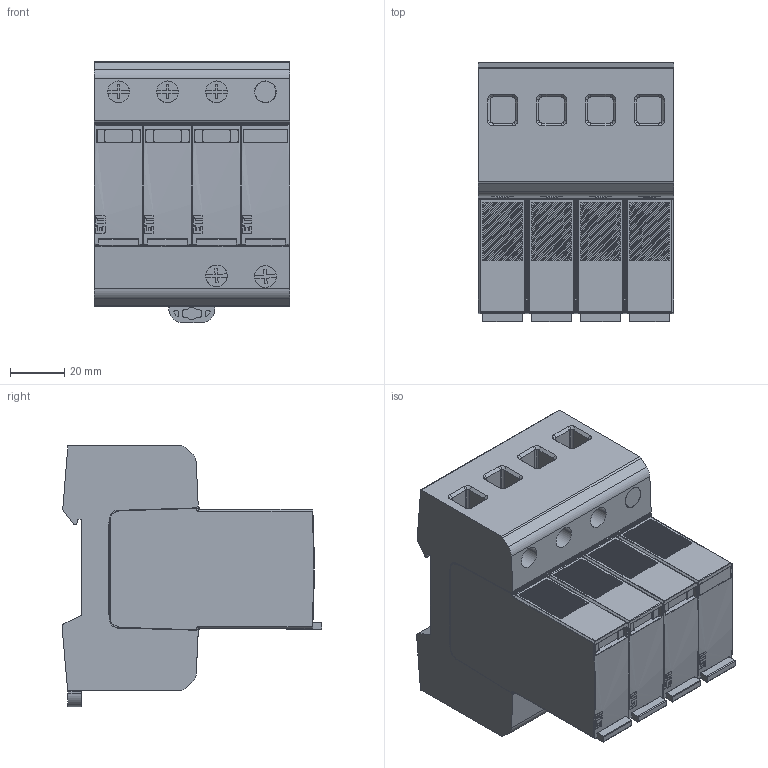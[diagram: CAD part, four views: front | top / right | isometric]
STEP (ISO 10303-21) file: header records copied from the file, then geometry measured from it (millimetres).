
FILE_DESCRIPTION((''),'2;1');
FILE_NAME('002440512_ETITEC_M_T12_PV_1100-_ASM','2023-08-29T13:48:38',('klemen.sitar'),('Audax d.o.o.'),'CREO PARAMETRIC BY PTC INC, 2021304','CREO PARAMETRIC BY PTC INC, 2021304','');
FILE_SCHEMA(('AP242_MANAGED_MODEL_BASED_3D_ENGINEERING_MIM_LF { 1 0 10303 442 1 1 4 }'));
Products named in the file (45): IZ59_0661_ETITEC_M_T2_PV_1500_2; PRT0020_1_1_1; PRT0022_1_1_1; PRT0021_1_1_1; VIJA_ASM_1_ASM_1_ASM_1_ASM; PRT0017_1_2_1_1_1; PRT9567_1_1_1; IZ59_0523_MOD_EM_T12_PV_550_6_1; PRT9565_1_1; PART1_1_3_1; LOGO_ASM_1_ASM_1_ASM; 002440520_MOD_M_T12_PV_550-6_25_ASM; ETIMAT_ML_30_ASM_1_ASM_1_ASM_1_ASM; PRT9567_1_1_1_1; IZ59_0523_MOD_EM_T12_PV_550_6_2; PRT9565_1_1_1; PART1_1_3_1_1_1; PART1_1_3_1_1_2; PART1_1_3_1_1_3; PART1_1_3_1_1_ASM; LOGO_ASM_1_ASM_1_ASM_1_ASM; 002440520_MOD_M_T12_PV_550-6__1_ASM; X2_ASM; PRT9567_1_1_1_1_1; IZ59_0523_MOD_EM_T12_PV_550_6_3; PRT9565_1_1_1_1; PART1_1_3_1_1_1_2_1; PART1_1_3_1_1_1_2_2; PART1_1_3_1_1_1_2_3; PART1_1_3_1_1_1_2_ASM; LOGO_ASM_1_ASM_1_ASM_1_1_ASM; 002440520_MOD_M_T12_PV_550-6__2_ASM; ASM0001_ASM; PRT9567_1_1_1_1_1_2; IZ59_0523_MOD_EM_T12_PV_550_6_4; PART1_1_3_1_1_1_2_3_4_1; PART1_1_3_1_1_1_2_3_4_2; PART1_1_3_1_1_1_2_3_4_3; PART1_1_3_1_1_1_2_3_4_ASM; LOGO_ASM_1_ASM_1_ASM_1_1_2_ASM ...
Assembly tree (46 placements, depth 6):
  002440512_ETITEC_M_T12_PV_1100-_ASM
    ETIMAT_ML_30_ASM_1_ASM_1_ASM_1_ASM
      IZ59_0661_ETITEC_M_T2_PV_1500_2
      VIJA_ASM_1_ASM_1_ASM_1_ASM
        PRT0020_1_1_1
        PRT0022_1_1_1  x3
        PRT0021_1_1_1
      PRT0017_1_2_1_1_1
      002440520_MOD_M_T12_PV_550-6_25_ASM
        PRT9567_1_1_1
        IZ59_0523_MOD_EM_T12_PV_550_6_1
        PRT9565_1_1
        LOGO_ASM_1_ASM_1_ASM
          PART1_1_3_1
    X2_ASM
      002440520_MOD_M_T12_PV_550-6__1_ASM
        PRT9567_1_1_1_1
        IZ59_0523_MOD_EM_T12_PV_550_6_2
        PRT9565_1_1_1
        LOGO_ASM_1_ASM_1_ASM_1_ASM
          PART1_1_3_1_1_ASM
            PART1_1_3_1_1_1
            PART1_1_3_1_1_2
            PART1_1_3_1_1_3
    ASM0001_ASM
      002440520_MOD_M_T12_PV_550-6__2_ASM
        PRT9567_1_1_1_1_1
        IZ59_0523_MOD_EM_T12_PV_550_6_3
        PRT9565_1_1_1_1
        LOGO_ASM_1_ASM_1_ASM_1_1_ASM
          PART1_1_3_1_1_1_2_ASM
            PART1_1_3_1_1_1_2_1
            PART1_1_3_1_1_1_2_2
            PART1_1_3_1_1_1_2_3
    ASM0002_ASM
      002440520_MOD_M_T12_PV_550-6__3_ASM
        PRT9567_1_1_1_1_1_2
        IZ59_0523_MOD_EM_T12_PV_550_6_4
        LOGO_ASM_1_ASM_1_ASM_1_1_2_ASM
          PART1_1_3_1_1_1_2_3_4_ASM
            PART1_1_3_1_1_1_2_3_4_1
            PART1_1_3_1_1_1_2_3_4_2
            PART1_1_3_1_1_1_2_3_4_3
    PRT0002
    PRT0003
Bounding box: 72 x 95.63 x 96.23 mm (x, y, z)
Volume: 421651.8 mm3; surface area: 97959.9 mm2
Topology: 32 solids, 32 shells, 2397 faces, 6705 edges, 4527 vertices
Faces by surface type: plane 1280, cylinder 799, bspline 108, torus 88, sphere 68, cone 32, extrusion 22
Entity records: 127124 total; most frequent: CARTESIAN_POINT 24646, ORIENTED_EDGE 13106, DIRECTION 12906, PRESENTATION_STYLE_ASSIGNMENT 8899, STYLED_ITEM 8890, CURVE_STYLE 6575, EDGE_CURVE 6553, AXIS2_PLACEMENT_3D 4661
